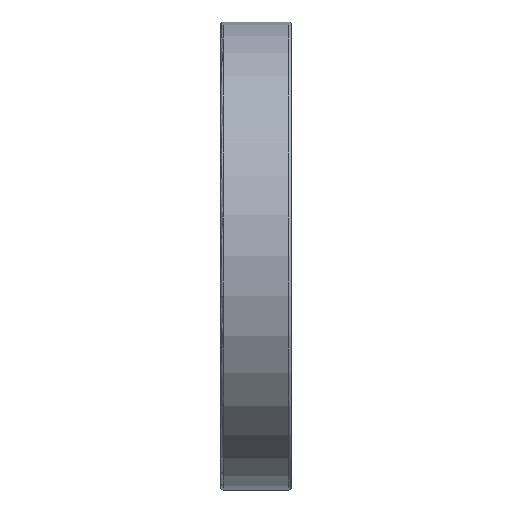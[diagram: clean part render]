
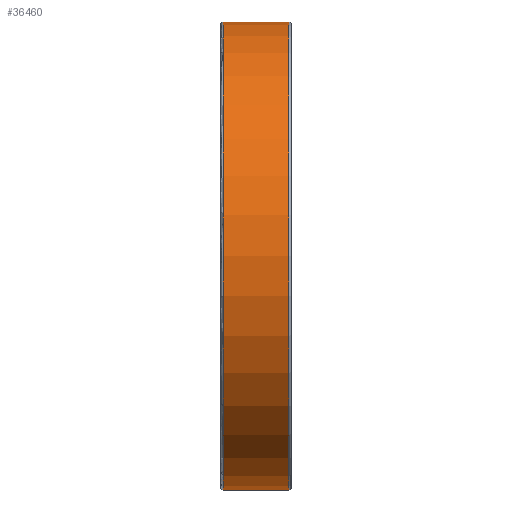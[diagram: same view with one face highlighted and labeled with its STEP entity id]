
A CAD part, top view. The second image highlights one B-rep face of the part: STEP entity #36460.
In plain terms, the highlighted cylindrical face has radius 60 mm (diameter 120 mm), a partial arc.
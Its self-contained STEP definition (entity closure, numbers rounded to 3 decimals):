
#26983=DIRECTION('',(-1.,0.,0.));
#26984=VECTOR('',#26983,16.8);
#26985=CARTESIAN_POINT('',(8.4,60.,0.));
#26986=LINE('',#26985,#26984);
#26990=DIRECTION('',(-1.,0.,0.));
#26991=VECTOR('',#26990,16.8);
#26992=CARTESIAN_POINT('',(8.4,-60.,0.));
#26993=LINE('',#26992,#26991);
#27005=CARTESIAN_POINT('',(8.4,0.,0.));
#27006=DIRECTION('',(1.,0.,0.));
#27007=DIRECTION('',(0.,1.,0.));
#27008=AXIS2_PLACEMENT_3D('',#27005,#27006,#27007);
#27013=CARTESIAN_POINT('',(-8.4,0.,0.));
#27014=DIRECTION('',(1.,0.,0.));
#27015=DIRECTION('',(0.,1.,0.));
#27016=AXIS2_PLACEMENT_3D('',#27013,#27014,#27015);
#33576=CARTESIAN_POINT('',(8.4,60.,0.));
#33577=CARTESIAN_POINT('',(-8.4,60.,0.));
#33578=VERTEX_POINT('',#33576);
#33579=VERTEX_POINT('',#33577);
#33588=CARTESIAN_POINT('',(8.4,-60.,0.));
#33589=CARTESIAN_POINT('',(-8.4,-60.,0.));
#33590=VERTEX_POINT('',#33588);
#33591=VERTEX_POINT('',#33589);
#36448=CARTESIAN_POINT('',(-9.9,0.,0.));
#36449=DIRECTION('',(1.,0.,0.));
#36450=DIRECTION('',(0.,-1.,0.));
#36451=AXIS2_PLACEMENT_3D('',#36448,#36449,#36450);
#36452=CYLINDRICAL_SURFACE('',#36451,60.);
#36453=ORIENTED_EDGE('',*,*,#36438,.F.);
#36454=ORIENTED_EDGE('',*,*,#36415,.T.);
#36455=ORIENTED_EDGE('',*,*,#36442,.T.);
#36457=ORIENTED_EDGE('',*,*,#36456,.F.);
#36458=EDGE_LOOP('',(#36453,#36454,#36455,#36457));
#36459=FACE_OUTER_BOUND('',#36458,.F.);
#27009=CIRCLE('',#27008,60.);
#27017=CIRCLE('',#27016,60.);
#36415=EDGE_CURVE('',#33578,#33590,#27009,.T.);
#36438=EDGE_CURVE('',#33578,#33579,#26986,.T.);
#36442=EDGE_CURVE('',#33590,#33591,#26993,.T.);
#36456=EDGE_CURVE('',#33579,#33591,#27017,.T.);
#36460=ADVANCED_FACE('',(#36459),#36452,.T.);
